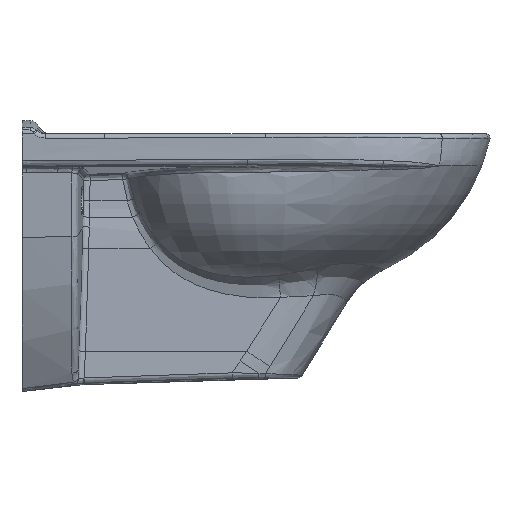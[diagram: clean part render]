
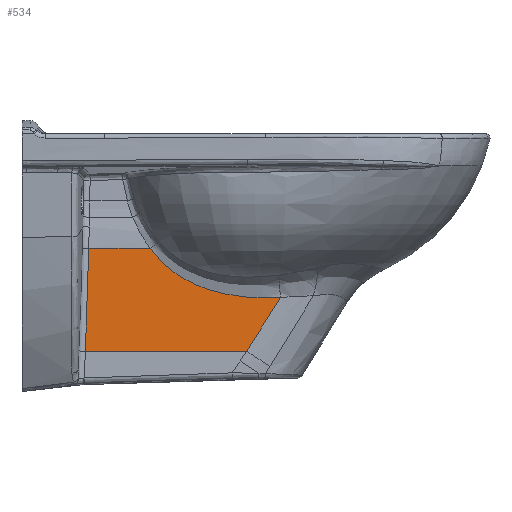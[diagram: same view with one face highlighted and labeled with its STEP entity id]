
A CAD part, left-side view. The second image highlights one B-rep face of the part: STEP entity #534.
In plain terms, the highlighted planar face has unit normal (-1, -0.009, 0).
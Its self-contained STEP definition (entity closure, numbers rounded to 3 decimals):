
#270=PLANE('',#2791);
#286=LINE('',#16692,#306);
#289=LINE('',#17737,#309);
#306=VECTOR('',#2984,1.);
#309=VECTOR('',#3001,1.);
#534=ADVANCED_FACE('',(#738),#270,.T.);
#738=FACE_OUTER_BOUND('',#922,.T.);
#922=EDGE_LOOP('',(#1568,#1569,#1570,#1571,#1572));
#1568=ORIENTED_EDGE('',*,*,#2375,.T.);
#1569=ORIENTED_EDGE('',*,*,#2354,.T.);
#1570=ORIENTED_EDGE('',*,*,#2356,.T.);
#1571=ORIENTED_EDGE('',*,*,#2377,.F.);
#1572=ORIENTED_EDGE('',*,*,#2378,.F.);
#1973=VERTEX_POINT('',#15332);
#1994=VERTEX_POINT('',#16646);
#1995=VERTEX_POINT('',#16691);
#2005=VERTEX_POINT('',#17738);
#2006=VERTEX_POINT('',#17758);
#2354=EDGE_CURVE('',#1994,#1973,#2632,.T.);
#2356=EDGE_CURVE('',#1973,#1995,#286,.T.);
#2375=EDGE_CURVE('',#2005,#1994,#289,.T.);
#2377=EDGE_CURVE('',#2006,#1995,#2640,.T.);
#2378=EDGE_CURVE('',#2005,#2006,#2641,.T.);
#2632=B_SPLINE_CURVE_WITH_KNOTS('',3,(#16663,#16664,#16665,#16666,#16667,
#16668,#16669,#16670,#16671,#16672,#16673,#16674),.UNSPECIFIED.,.F.,.F.,
(4,1,1,1,1,2,2,4),(0.,0.25,0.375,0.437,
0.469,0.484,0.5,1.),.UNSPECIFIED.);
#2640=B_SPLINE_CURVE_WITH_KNOTS('',3,(#17754,#17755,#17756,#17757),
 .UNSPECIFIED.,.F.,.F.,(4,4),(0.,1.),.UNSPECIFIED.);
#2641=B_SPLINE_CURVE_WITH_KNOTS('',3,(#17759,#17760,#17761,#17762,#17763,
#17764,#17765,#17766,#17767,#17768,#17769,#17770,#17771,#17772,#17773,#17774,
#17775,#17776,#17777,#17778,#17779,#17780,#17781,#17782,#17783,#17784,#17785,
#17786,#17787,#17788,#17789,#17790,#17791,#17792,#17793),.UNSPECIFIED.,
 .F.,.F.,(4,2,2,1,1,1,2,2,1,1,1,1,1,2,2,1,1,1,1,2,2,1,1,1,4),(0.,0.25,
0.266,0.281,0.313,0.375,
0.5,0.504,0.508,0.516,
0.531,0.563,0.625,0.75,
0.754,0.758,0.766,0.781,
0.813,0.875,0.883,0.891,
0.906,0.938,1.),.UNSPECIFIED.);
#2791=AXIS2_PLACEMENT_3D('',#17794,#3004,#3005);
#2984=DIRECTION('',(0.009,-1.,0.));
#3001=DIRECTION('',(-0.009,1.,0.));
#3004=DIRECTION('',(-1.,-0.009,0.));
#3005=DIRECTION('',(-0.009,1.,0.));
#15332=CARTESIAN_POINT('',(-69.747,-76.506,-262.316));
#16646=CARTESIAN_POINT('',(-69.712,-80.534,-138.092));
#16663=CARTESIAN_POINT('',(-69.712,-80.534,-138.092));
#16664=CARTESIAN_POINT('',(-69.714,-80.325,-148.188));
#16665=CARTESIAN_POINT('',(-69.717,-79.959,-163.525));
#16666=CARTESIAN_POINT('',(-69.721,-79.442,-181.757));
#16667=CARTESIAN_POINT('',(-69.724,-79.16,-190.958));
#16668=CARTESIAN_POINT('',(-69.725,-79.014,-195.579));
#16669=CARTESIAN_POINT('',(-69.726,-78.95,-197.565));
#16670=CARTESIAN_POINT('',(-69.726,-78.907,-198.889));
#16671=CARTESIAN_POINT('',(-69.726,-78.885,-199.587));
#16672=CARTESIAN_POINT('',(-69.732,-78.206,-220.306));
#16673=CARTESIAN_POINT('',(-69.739,-77.42,-241.006));
#16674=CARTESIAN_POINT('',(-69.747,-76.506,-262.316));
#16691=CARTESIAN_POINT('',(-68.05,-270.967,-262.316));
#16692=CARTESIAN_POINT('',(-69.717,-80.,-262.316));
#17737=CARTESIAN_POINT('',(-69.717,-80.,-138.092));
#17738=CARTESIAN_POINT('',(-69.063,-154.841,-138.092));
#17754=CARTESIAN_POINT('',(-67.691,-312.162,-197.734));
#17755=CARTESIAN_POINT('',(-67.809,-298.543,-219.333));
#17756=CARTESIAN_POINT('',(-67.929,-284.812,-240.861));
#17757=CARTESIAN_POINT('',(-68.05,-270.967,-262.316));
#17758=CARTESIAN_POINT('',(-67.691,-312.162,-197.734));
#17759=CARTESIAN_POINT('',(-69.063,-154.841,-138.092));
#17760=CARTESIAN_POINT('',(-68.988,-163.485,-150.16));
#17761=CARTESIAN_POINT('',(-68.896,-174.053,-160.572));
#17762=CARTESIAN_POINT('',(-68.783,-187.02,-169.547));
#17763=CARTESIAN_POINT('',(-68.777,-187.701,-170.007));
#17764=CARTESIAN_POINT('',(-68.764,-189.166,-170.977));
#17765=CARTESIAN_POINT('',(-68.745,-191.384,-172.413));
#17766=CARTESIAN_POINT('',(-68.698,-196.708,-175.634));
#17767=CARTESIAN_POINT('',(-68.6,-207.944,-181.561));
#17768=CARTESIAN_POINT('',(-68.507,-218.586,-185.755));
#17769=CARTESIAN_POINT('',(-68.439,-226.366,-188.232));
#17770=CARTESIAN_POINT('',(-68.438,-226.543,-188.288));
#17771=CARTESIAN_POINT('',(-68.434,-226.956,-188.418));
#17772=CARTESIAN_POINT('',(-68.429,-227.576,-188.612));
#17773=CARTESIAN_POINT('',(-68.416,-229.03,-189.058));
#17774=CARTESIAN_POINT('',(-68.39,-231.962,-189.922));
#17775=CARTESIAN_POINT('',(-68.338,-237.916,-191.542));
#17776=CARTESIAN_POINT('',(-68.231,-250.194,-194.345));
#17777=CARTESIAN_POINT('',(-68.134,-261.35,-196.002));
#17778=CARTESIAN_POINT('',(-68.064,-269.31,-196.798));
#17779=CARTESIAN_POINT('',(-68.063,-269.495,-196.817));
#17780=CARTESIAN_POINT('',(-68.059,-269.922,-196.858));
#17781=CARTESIAN_POINT('',(-68.054,-270.563,-196.92));
#17782=CARTESIAN_POINT('',(-68.04,-272.068,-197.058));
#17783=CARTESIAN_POINT('',(-68.014,-275.112,-197.312));
#17784=CARTESIAN_POINT('',(-67.96,-281.332,-197.734));
#17785=CARTESIAN_POINT('',(-67.911,-286.892,-197.947));
#17786=CARTESIAN_POINT('',(-67.874,-291.177,-198.032));
#17787=CARTESIAN_POINT('',(-67.87,-291.578,-198.039));
#17788=CARTESIAN_POINT('',(-67.862,-292.456,-198.052));
#17789=CARTESIAN_POINT('',(-67.851,-293.776,-198.07));
#17790=CARTESIAN_POINT('',(-67.824,-296.866,-198.092));
#17791=CARTESIAN_POINT('',(-67.77,-303.095,-198.06));
#17792=CARTESIAN_POINT('',(-67.722,-308.514,-197.9));
#17793=CARTESIAN_POINT('',(-67.691,-312.162,-197.734));
#17794=CARTESIAN_POINT('',(-69.717,-80.,-39.));
